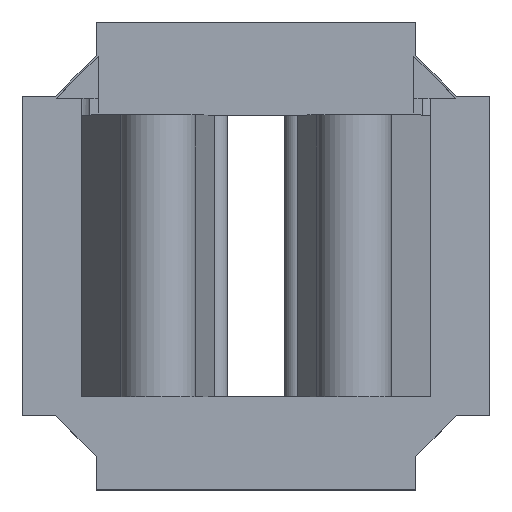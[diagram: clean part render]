
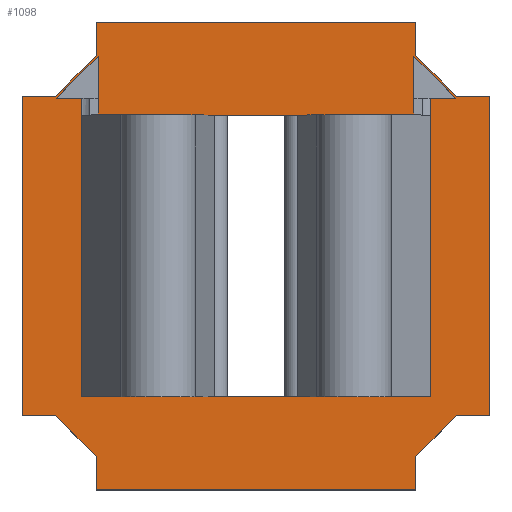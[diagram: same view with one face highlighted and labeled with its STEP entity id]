
A CAD part, top view. The second image highlights one B-rep face of the part: STEP entity #1098.
In plain terms, the highlighted face is planar.
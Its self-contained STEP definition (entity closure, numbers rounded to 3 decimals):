
#44=FACE_BOUND('',#428,.T.);
#69=LINE('',#1563,#199);
#73=LINE('',#1571,#203);
#76=LINE('',#1577,#206);
#79=LINE('',#1587,#209);
#83=LINE('',#1595,#213);
#86=LINE('',#1601,#216);
#91=LINE('',#1612,#221);
#93=LINE('',#1617,#223);
#97=LINE('',#1625,#227);
#100=LINE('',#1631,#230);
#105=LINE('',#1642,#235);
#107=LINE('',#1647,#237);
#111=LINE('',#1655,#241);
#114=LINE('',#1661,#244);
#121=LINE('',#1678,#251);
#126=LINE('',#1688,#256);
#140=LINE('',#1712,#270);
#143=LINE('',#1722,#273);
#144=LINE('',#1724,#274);
#147=LINE('',#1728,#277);
#167=LINE('',#1787,#297);
#176=LINE('',#1805,#306);
#177=LINE('',#1806,#307);
#178=LINE('',#1808,#308);
#179=LINE('',#1809,#309);
#180=LINE('',#1810,#310);
#199=VECTOR('',#1263,10.);
#203=VECTOR('',#1269,10.);
#206=VECTOR('',#1274,10.);
#209=VECTOR('',#1283,10.);
#213=VECTOR('',#1289,10.);
#216=VECTOR('',#1294,10.);
#221=VECTOR('',#1301,10.);
#223=VECTOR('',#1305,10.);
#227=VECTOR('',#1311,10.);
#230=VECTOR('',#1316,10.);
#235=VECTOR('',#1323,10.);
#237=VECTOR('',#1327,10.);
#241=VECTOR('',#1333,10.);
#244=VECTOR('',#1338,10.);
#251=VECTOR('',#1351,10.);
#256=VECTOR('',#1358,10.);
#270=VECTOR('',#1378,10.);
#273=VECTOR('',#1387,10.);
#274=VECTOR('',#1390,10.);
#277=VECTOR('',#1395,10.);
#297=VECTOR('',#1455,10.);
#306=VECTOR('',#1476,10.);
#307=VECTOR('',#1477,10.);
#308=VECTOR('',#1478,10.);
#309=VECTOR('',#1479,10.);
#310=VECTOR('',#1480,10.);
#368=FACE_OUTER_BOUND('',#427,.T.);
#427=EDGE_LOOP('',(#897,#898,#899,#900,#901,#902,#903,#904,#905,#906,#907,
#908,#909,#910,#911,#912));
#428=EDGE_LOOP('',(#913,#914,#915,#916,#917,#918,#919,#920,#921,#922));
#450=VERTEX_POINT('',#1561);
#451=VERTEX_POINT('',#1562);
#454=VERTEX_POINT('',#1570);
#456=VERTEX_POINT('',#1576);
#459=VERTEX_POINT('',#1585);
#460=VERTEX_POINT('',#1586);
#463=VERTEX_POINT('',#1594);
#465=VERTEX_POINT('',#1600);
#469=VERTEX_POINT('',#1609);
#470=VERTEX_POINT('',#1611);
#471=VERTEX_POINT('',#1615);
#472=VERTEX_POINT('',#1616);
#475=VERTEX_POINT('',#1624);
#477=VERTEX_POINT('',#1630);
#481=VERTEX_POINT('',#1639);
#482=VERTEX_POINT('',#1641);
#483=VERTEX_POINT('',#1645);
#484=VERTEX_POINT('',#1646);
#487=VERTEX_POINT('',#1654);
#489=VERTEX_POINT('',#1660);
#496=VERTEX_POINT('',#1676);
#500=VERTEX_POINT('',#1686);
#507=VERTEX_POINT('',#1710);
#529=VERTEX_POINT('',#1784);
#530=VERTEX_POINT('',#1786);
#534=VERTEX_POINT('',#1807);
#552=EDGE_CURVE('',#450,#451,#69,.T.);
#556=EDGE_CURVE('',#454,#450,#73,.T.);
#559=EDGE_CURVE('',#456,#454,#76,.T.);
#563=EDGE_CURVE('',#459,#460,#79,.T.);
#567=EDGE_CURVE('',#460,#463,#83,.T.);
#570=EDGE_CURVE('',#463,#465,#86,.T.);
#575=EDGE_CURVE('',#470,#469,#91,.T.);
#577=EDGE_CURVE('',#471,#472,#93,.T.);
#581=EDGE_CURVE('',#475,#471,#97,.T.);
#584=EDGE_CURVE('',#477,#475,#100,.T.);
#589=EDGE_CURVE('',#482,#481,#105,.T.);
#591=EDGE_CURVE('',#483,#484,#107,.T.);
#595=EDGE_CURVE('',#484,#487,#111,.T.);
#598=EDGE_CURVE('',#489,#483,#114,.T.);
#607=EDGE_CURVE('',#469,#496,#121,.T.);
#612=EDGE_CURVE('',#481,#500,#126,.T.);
#626=EDGE_CURVE('',#500,#507,#140,.T.);
#631=EDGE_CURVE('',#451,#477,#143,.T.);
#632=EDGE_CURVE('',#507,#470,#144,.T.);
#635=EDGE_CURVE('',#472,#489,#147,.T.);
#664=EDGE_CURVE('',#530,#529,#167,.T.);
#674=EDGE_CURVE('',#487,#459,#176,.T.);
#675=EDGE_CURVE('',#465,#456,#177,.T.);
#676=EDGE_CURVE('',#496,#534,#178,.T.);
#677=EDGE_CURVE('',#534,#530,#179,.T.);
#678=EDGE_CURVE('',#529,#482,#180,.T.);
#897=ORIENTED_EDGE('',*,*,#635,.T.);
#898=ORIENTED_EDGE('',*,*,#598,.T.);
#899=ORIENTED_EDGE('',*,*,#591,.T.);
#900=ORIENTED_EDGE('',*,*,#595,.T.);
#901=ORIENTED_EDGE('',*,*,#674,.T.);
#902=ORIENTED_EDGE('',*,*,#563,.T.);
#903=ORIENTED_EDGE('',*,*,#567,.T.);
#904=ORIENTED_EDGE('',*,*,#570,.T.);
#905=ORIENTED_EDGE('',*,*,#675,.T.);
#906=ORIENTED_EDGE('',*,*,#559,.T.);
#907=ORIENTED_EDGE('',*,*,#556,.T.);
#908=ORIENTED_EDGE('',*,*,#552,.T.);
#909=ORIENTED_EDGE('',*,*,#631,.T.);
#910=ORIENTED_EDGE('',*,*,#584,.T.);
#911=ORIENTED_EDGE('',*,*,#581,.T.);
#912=ORIENTED_EDGE('',*,*,#577,.T.);
#913=ORIENTED_EDGE('',*,*,#575,.T.);
#914=ORIENTED_EDGE('',*,*,#607,.T.);
#915=ORIENTED_EDGE('',*,*,#676,.T.);
#916=ORIENTED_EDGE('',*,*,#677,.T.);
#917=ORIENTED_EDGE('',*,*,#664,.T.);
#918=ORIENTED_EDGE('',*,*,#678,.T.);
#919=ORIENTED_EDGE('',*,*,#589,.T.);
#920=ORIENTED_EDGE('',*,*,#612,.T.);
#921=ORIENTED_EDGE('',*,*,#626,.T.);
#922=ORIENTED_EDGE('',*,*,#632,.T.);
#1046=PLANE('',#1224);
#1098=ADVANCED_FACE('',(#368,#44),#1046,.F.);
#1224=AXIS2_PLACEMENT_3D('',#1804,#1474,#1475);
#1263=DIRECTION('',(-1.,0.,0.));
#1269=DIRECTION('',(-0.707,0.707,0.));
#1274=DIRECTION('',(0.,1.,0.));
#1283=DIRECTION('',(-1.,0.,0.));
#1289=DIRECTION('',(-0.707,-0.707,0.));
#1294=DIRECTION('',(0.,-1.,0.));
#1301=DIRECTION('',(-0.707,-0.707,0.));
#1305=DIRECTION('',(0.,1.,0.));
#1311=DIRECTION('',(0.707,0.707,0.));
#1316=DIRECTION('',(1.,0.,0.));
#1323=DIRECTION('',(-0.707,0.707,0.));
#1327=DIRECTION('',(0.707,-0.707,0.));
#1333=DIRECTION('',(1.,0.,0.));
#1338=DIRECTION('',(0.,-1.,0.));
#1351=DIRECTION('',(1.,0.,0.));
#1358=DIRECTION('',(0.,-1.,0.));
#1378=DIRECTION('',(-1.,0.,0.));
#1387=DIRECTION('',(0.,1.,0.));
#1390=DIRECTION('',(0.,1.,0.));
#1395=DIRECTION('',(1.,0.,0.));
#1455=DIRECTION('',(0.,1.,0.));
#1474=DIRECTION('center_axis',(0.,0.,1.));
#1475=DIRECTION('ref_axis',(1.,0.,0.));
#1476=DIRECTION('',(0.,-1.,0.));
#1477=DIRECTION('',(-1.,0.,0.));
#1478=DIRECTION('',(0.,-1.,0.));
#1479=DIRECTION('',(1.,0.,0.));
#1480=DIRECTION('',(1.,0.,0.));
#1561=CARTESIAN_POINT('',(-21.323,-17.,0.));
#1562=CARTESIAN_POINT('',(-24.901,-17.,0.));
#1563=CARTESIAN_POINT('',(-10.662,-17.,0.));
#1570=CARTESIAN_POINT('',(-17.,-21.323,0.));
#1571=CARTESIAN_POINT('',(-18.081,-20.243,0.));
#1576=CARTESIAN_POINT('',(-17.,-24.901,0.));
#1577=CARTESIAN_POINT('',(-17.,-12.45,0.));
#1585=CARTESIAN_POINT('',(24.901,-17.,0.));
#1586=CARTESIAN_POINT('',(21.323,-17.,0.));
#1587=CARTESIAN_POINT('',(12.45,-17.,0.));
#1594=CARTESIAN_POINT('',(17.,-21.323,0.));
#1595=CARTESIAN_POINT('',(20.243,-18.081,0.));
#1600=CARTESIAN_POINT('',(17.,-24.901,0.));
#1601=CARTESIAN_POINT('',(17.,-10.662,0.));
#1609=CARTESIAN_POINT('',(-21.241,16.8,0.));
#1611=CARTESIAN_POINT('',(-16.8,21.241,0.));
#1612=CARTESIAN_POINT('',(-17.91,20.13,0.));
#1615=CARTESIAN_POINT('',(-17.,21.323,0.));
#1616=CARTESIAN_POINT('',(-17.,24.901,0.));
#1617=CARTESIAN_POINT('',(-17.,10.662,0.));
#1624=CARTESIAN_POINT('',(-21.323,17.,0.));
#1625=CARTESIAN_POINT('',(-20.243,18.081,0.));
#1630=CARTESIAN_POINT('',(-24.901,17.,0.));
#1631=CARTESIAN_POINT('',(-12.45,17.,0.));
#1639=CARTESIAN_POINT('',(16.8,21.241,0.));
#1641=CARTESIAN_POINT('',(21.241,16.8,0.));
#1642=CARTESIAN_POINT('',(20.13,17.91,0.));
#1645=CARTESIAN_POINT('',(17.,21.323,0.));
#1646=CARTESIAN_POINT('',(21.323,17.,0.));
#1647=CARTESIAN_POINT('',(18.081,20.243,0.));
#1654=CARTESIAN_POINT('',(24.901,17.,0.));
#1655=CARTESIAN_POINT('',(10.662,17.,0.));
#1660=CARTESIAN_POINT('',(17.,24.901,0.));
#1661=CARTESIAN_POINT('',(17.,12.45,0.));
#1676=CARTESIAN_POINT('',(-18.578,16.8,0.));
#1678=CARTESIAN_POINT('',(-24.901,16.8,0.));
#1686=CARTESIAN_POINT('',(16.8,15.,0.));
#1688=CARTESIAN_POINT('',(16.8,24.901,0.));
#1710=CARTESIAN_POINT('',(-16.8,15.,0.));
#1712=CARTESIAN_POINT('',(8.4,15.,0.));
#1722=CARTESIAN_POINT('',(-24.901,-16.8,0.));
#1724=CARTESIAN_POINT('',(-16.8,12.45,0.));
#1728=CARTESIAN_POINT('',(8.4,24.901,0.));
#1784=CARTESIAN_POINT('',(18.578,16.8,0.));
#1786=CARTESIAN_POINT('',(18.578,-15.,0.));
#1787=CARTESIAN_POINT('',(18.578,12.45,0.));
#1804=CARTESIAN_POINT('Origin',(0.,0.,
0.));
#1805=CARTESIAN_POINT('',(24.901,16.8,0.));
#1806=CARTESIAN_POINT('',(16.8,-24.901,0.));
#1807=CARTESIAN_POINT('',(-18.578,-15.,0.));
#1808=CARTESIAN_POINT('',(-18.578,12.45,0.));
#1809=CARTESIAN_POINT('',(9.362,-15.,0.));
#1810=CARTESIAN_POINT('',(10.62,16.8,0.));
